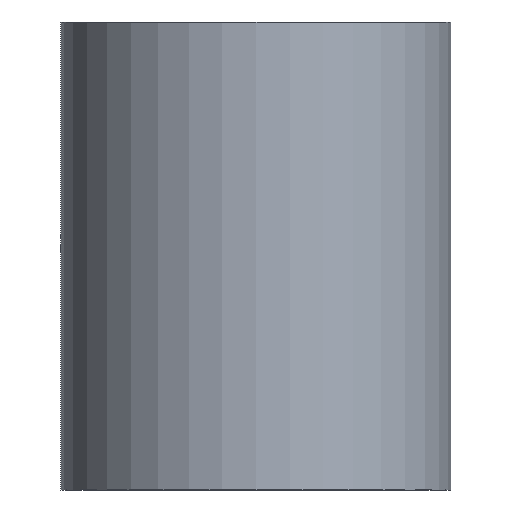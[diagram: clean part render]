
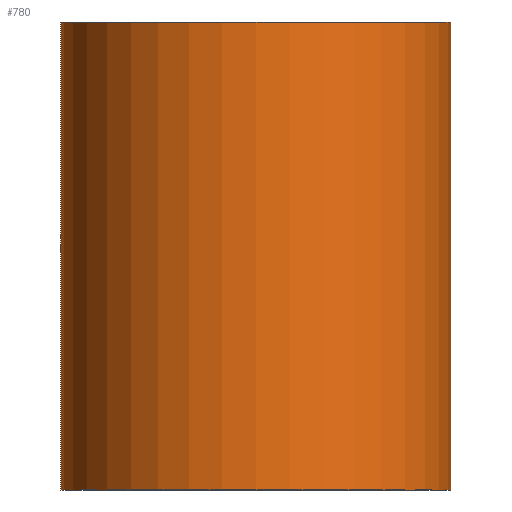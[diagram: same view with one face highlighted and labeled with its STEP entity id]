
A CAD part, front view. The second image highlights one B-rep face of the part: STEP entity #780.
In plain terms, the highlighted cylindrical face has radius 500 mm (diameter 1000 mm), a full revolution.
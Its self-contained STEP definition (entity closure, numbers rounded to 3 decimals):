
#61 = FACE_OUTER_BOUND ( 'NONE', #641, .T. ) ;
#69 = CARTESIAN_POINT ( 'NONE',  ( 0., 0., 0. ) ) ;
#79 = AXIS2_PLACEMENT_3D ( 'NONE', #600, #1327, #93 ) ;
#93 = DIRECTION ( 'NONE',  ( 1., 0., 0. ) ) ;
#232 = ORIENTED_EDGE ( 'NONE', *, *, #1129, .F. ) ;
#341 = CYLINDRICAL_SURFACE ( 'NONE', #682, 500. ) ;
#436 = FACE_OUTER_BOUND ( 'NONE', #834, .T. ) ;
#482 = DIRECTION ( 'NONE',  ( 1., 0., 0. ) ) ;
#600 = CARTESIAN_POINT ( 'NONE',  ( 0., 0., 1200. ) ) ;
#623 = VERTEX_POINT ( 'NONE', #1097 ) ;
#641 = EDGE_LOOP ( 'NONE', ( #232 ) ) ;
#682 = AXIS2_PLACEMENT_3D ( 'NONE', #69, #683, #482 ) ;
#683 = DIRECTION ( 'NONE',  ( 0., 0., 1. ) ) ;
#725 = EDGE_CURVE ( 'NONE', #798, #798, #770, .T. ) ;
#770 = CIRCLE ( 'NONE', #1189, 500. ) ;
#780 = ADVANCED_FACE ( 'NONE', ( #436, #61 ), #341, .T. ) ;
#798 = VERTEX_POINT ( 'NONE', #1174 ) ;
#834 = EDGE_LOOP ( 'NONE', ( #920 ) ) ;
#875 = DIRECTION ( 'NONE',  ( 1., 0., 0. ) ) ;
#920 = ORIENTED_EDGE ( 'NONE', *, *, #725, .T. ) ;
#966 = CARTESIAN_POINT ( 'NONE',  ( 0., 0., 0. ) ) ;
#1001 = CIRCLE ( 'NONE', #79, 500. ) ;
#1097 = CARTESIAN_POINT ( 'NONE',  ( 500., 0., 1200. ) ) ;
#1129 = EDGE_CURVE ( 'NONE', #623, #623, #1001, .T. ) ;
#1174 = CARTESIAN_POINT ( 'NONE',  ( 500., 0., 0. ) ) ;
#1189 = AXIS2_PLACEMENT_3D ( 'NONE', #966, #1306, #875 ) ;
#1306 = DIRECTION ( 'NONE',  ( 0., 0., 1. ) ) ;
#1327 = DIRECTION ( 'NONE',  ( 0., 0., 1. ) ) ;
